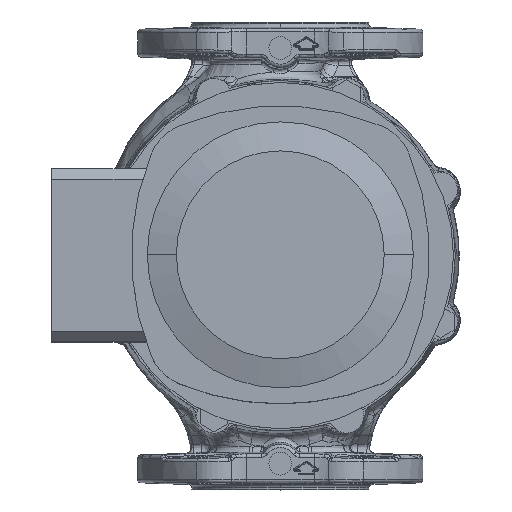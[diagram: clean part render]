
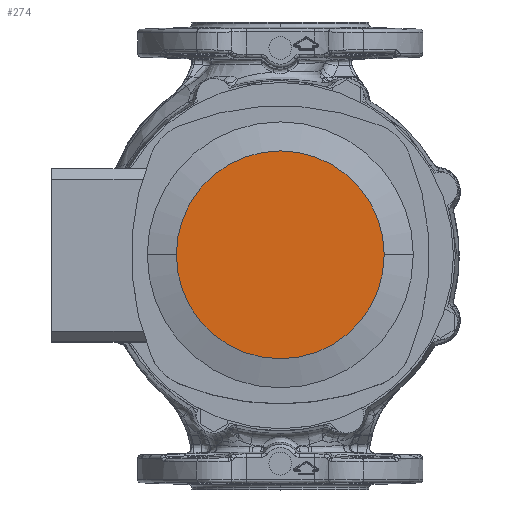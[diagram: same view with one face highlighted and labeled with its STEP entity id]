
A CAD part, top view. The second image highlights one B-rep face of the part: STEP entity #274.
In plain terms, the highlighted planar face has unit normal (0, 0, 1).
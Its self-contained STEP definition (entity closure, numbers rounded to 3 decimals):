
#274 = ADVANCED_FACE ( 'NONE', ( #19301 ), #19300, .F. ) ;
#9650 = CARTESIAN_POINT ( 'NONE',  ( 0., 0., 367.5 ) ) ;
#9651 = DIRECTION ( 'NONE',  ( 0., 0., 1. ) ) ;
#9652 = DIRECTION ( 'NONE',  ( 1., 0., 0. ) ) ;
#10383 = CARTESIAN_POINT ( 'NONE',  ( -60., 0., 367.5 ) ) ;
#10404 = CARTESIAN_POINT ( 'NONE',  ( 60., 0., 367.5 ) ) ;
#19296 = DIRECTION ( 'NONE',  ( -1., 0., 0. ) ) ;
#19297 = DIRECTION ( 'NONE',  ( 0., 0., -1. ) ) ;
#19300 = PLANE ( 'NONE',  #32673 ) ;
#19301 = FACE_OUTER_BOUND ( 'NONE', #73051, .T. ) ;
#19303 = CARTESIAN_POINT ( 'NONE',  ( -60., 0., 367.5 ) ) ;
#21302 = EDGE_CURVE ( 'NONE', #62434, #62413, #47323, .T. ) ;
#32673 = AXIS2_PLACEMENT_3D ( 'NONE', #19303, #19297, #19296 ) ;
#46872 = CIRCLE ( 'NONE', #47386, 60. ) ;
#47323 = CIRCLE ( 'NONE', #47333, 60. ) ;
#47333 = AXIS2_PLACEMENT_3D ( 'NONE', #68836, #68837, #68838 ) ;
#47386 = AXIS2_PLACEMENT_3D ( 'NONE', #9650, #9651, #9652 ) ;
#60462 = EDGE_CURVE ( 'NONE', #62413, #62434, #46872, .T. ) ;
#62413 = VERTEX_POINT ( 'NONE', #10383 ) ;
#62434 = VERTEX_POINT ( 'NONE', #10404 ) ;
#66172 = ORIENTED_EDGE ( 'NONE', *, *, #60462, .T. ) ;
#66174 = ORIENTED_EDGE ( 'NONE', *, *, #21302, .T. ) ;
#68836 = CARTESIAN_POINT ( 'NONE',  ( 0., 0., 367.5 ) ) ;
#68837 = DIRECTION ( 'NONE',  ( 0., 0., 1. ) ) ;
#68838 = DIRECTION ( 'NONE',  ( 1., 0., 0. ) ) ;
#73051 = EDGE_LOOP ( 'NONE', ( #66172, #66174 ) ) ;
